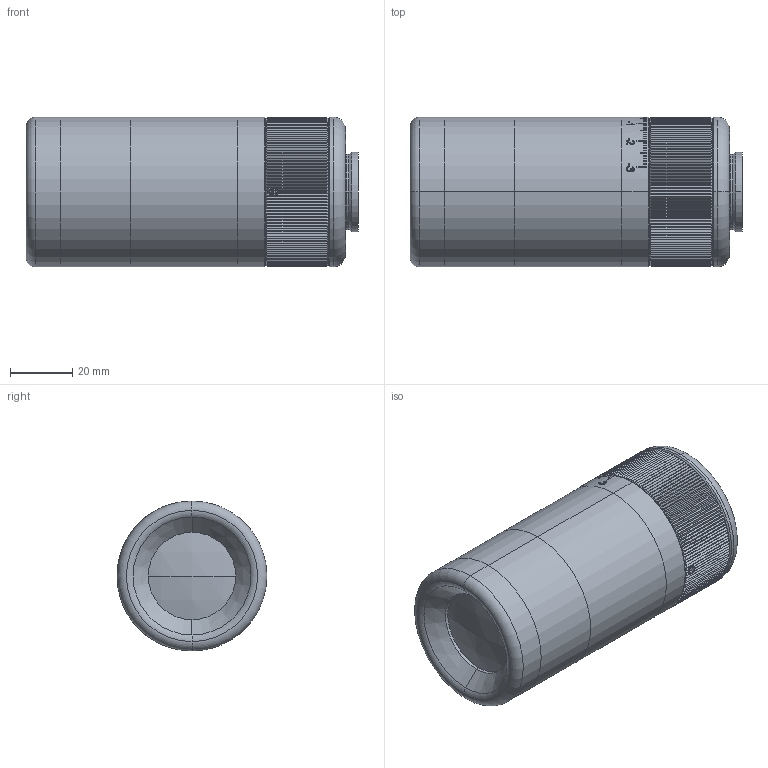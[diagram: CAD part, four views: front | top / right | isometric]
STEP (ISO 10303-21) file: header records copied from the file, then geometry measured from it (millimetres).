
FILE_DESCRIPTION (( 'STEP AP203' ), '1' );
FILE_NAME ('S5LPJ0305_02.STEP', '2014-10-28T05:52:57', ( 'poweredge' ), ( 'Hewlett-Packard Company' ), 'SwSTEP 2.0', 'SolidWorks 2014', '' );
FILE_SCHEMA (( 'CONFIG_CONTROL_DESIGN' ));
Length unit declared in the file: millimetre
Products named in the file (1): S5LPJ0305_02
Bounding box: 106.31 x 48 x 48 mm (x, y, z)
Surface area: 24747.2 mm2 (no closed solid volume)
Topology: 0 solids, 52 shells, 1110 faces, 3371 edges, 2189 vertices
Faces by surface type: plane 436, cylinder 315, cone 312, bspline 33, torus 10, sphere 4
Entity records: 44333 total; most frequent: CARTESIAN_POINT 16400, DIRECTION 5553, ORIENTED_EDGE 5373, EDGE_CURVE 3371, AXIS2_PLACEMENT_3D 2209, VERTEX_POINT 2189, EDGE_LOOP 1195, LINE 1135
